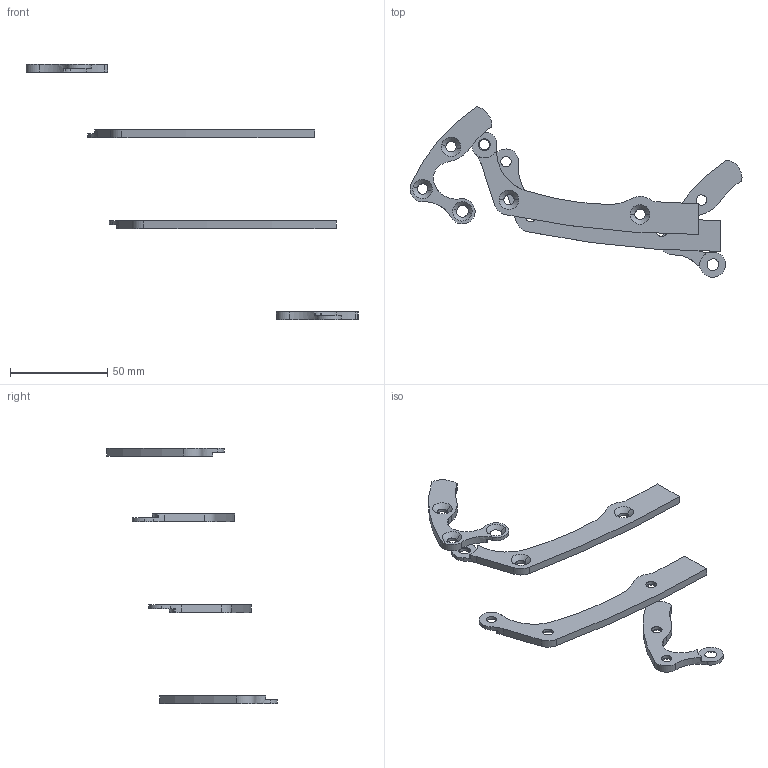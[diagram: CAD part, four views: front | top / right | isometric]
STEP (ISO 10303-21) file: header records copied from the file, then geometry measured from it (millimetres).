
FILE_DESCRIPTION (( 'STEP AP214' ), '1' );
FILE_NAME ('PD000.STEP', '2018-04-18T18:20:42', ( 'Accounting' ), ( 'Microsoft' ), 'SwSTEP 2.0', 'SolidWorks 2018', '' );
FILE_SCHEMA (( 'AUTOMOTIVE_DESIGN' ));
Length unit declared in the file: inch
Products named in the file (5): PD000LR_Display; PD000; PD000UR; PD000LL; PD000UL
Assembly tree (4 placements, depth 2):
  PD000
    PD000LL
    PD000LR_Display
    PD000UL
    PD000UR
Bounding box: 170.65 x 87.48 x 131.14 mm (x, y, z)
Volume: 19291 mm3; surface area: 14583 mm2
Topology: 4 solids, 4 shells, 126 faces, 334 edges, 216 vertices
Faces by surface type: cylinder 84, cone 24, plane 18
Entity records: 4274 total; most frequent: DIRECTION 804, CARTESIAN_POINT 683, ORIENTED_EDGE 668, AXIS2_PLACEMENT_3D 337, EDGE_CURVE 334, VERTEX_POINT 216, CIRCLE 204, EDGE_LOOP 150
